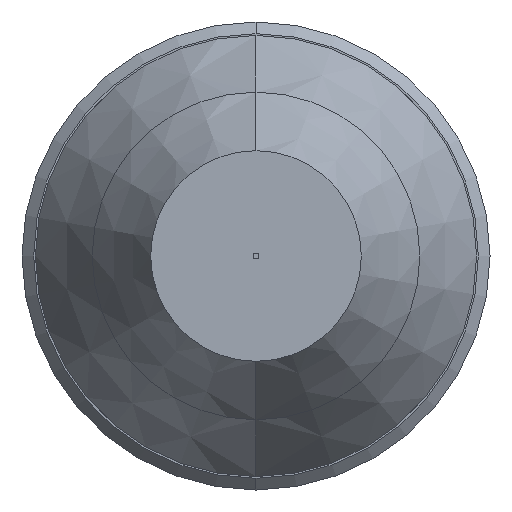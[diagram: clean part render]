
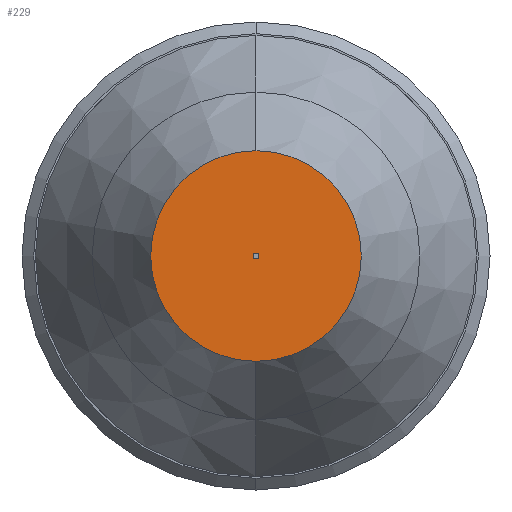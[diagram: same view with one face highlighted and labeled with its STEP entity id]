
A CAD part, left-side view. The second image highlights one B-rep face of the part: STEP entity #229.
In plain terms, the highlighted planar face has unit normal (-1, 0, 0).
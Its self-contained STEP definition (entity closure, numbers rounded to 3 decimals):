
#9 = CARTESIAN_POINT ( 'NONE',  ( -0.1, 0.25, 0. ) ) ;
#44 = FACE_BOUND ( 'NONE', #861, .T. ) ;
#59 = ORIENTED_EDGE ( 'NONE', *, *, #97, .T. ) ;
#97 = EDGE_CURVE ( 'NONE', #953, #1042, #939, .T. ) ;
#106 = ORIENTED_EDGE ( 'NONE', *, *, #1023, .T. ) ;
#129 = DIRECTION ( 'NONE',  ( 0., 0., 1. ) ) ;
#149 = DIRECTION ( 'NONE',  ( -1., 0., 0. ) ) ;
#214 = DIRECTION ( 'NONE',  ( 0., 0., 1. ) ) ;
#229 = ADVANCED_FACE ( 'NONE', ( #44, #950 ), #827, .F. ) ;
#262 = DIRECTION ( 'NONE',  ( -1., 0., 0. ) ) ;
#446 = AXIS2_PLACEMENT_3D ( 'NONE', #754, #872, #214 ) ;
#458 = CARTESIAN_POINT ( 'NONE',  ( -0.1, 0., 0.25 ) ) ;
#506 = EDGE_CURVE ( 'NONE', #658, #1410, #755, .T. ) ;
#576 = DIRECTION ( 'NONE',  ( 0., 0., -1. ) ) ;
#617 = AXIS2_PLACEMENT_3D ( 'NONE', #9, #1483, #576 ) ;
#634 = DIRECTION ( 'NONE',  ( -1., 0., 0. ) ) ;
#658 = VERTEX_POINT ( 'NONE', #458 ) ;
#693 = CIRCLE ( 'NONE', #1615, 0.25 ) ;
#754 = CARTESIAN_POINT ( 'NONE',  ( -0.1, 0., 0. ) ) ;
#755 = CIRCLE ( 'NONE', #446, 0.25 ) ;
#769 = DIRECTION ( 'NONE',  ( 0., 0., 1. ) ) ;
#790 = DIRECTION ( 'NONE',  ( 0., 0., 1. ) ) ;
#792 = CARTESIAN_POINT ( 'NONE',  ( -0.1, 0., 9. ) ) ;
#827 = PLANE ( 'NONE',  #617 ) ;
#861 = EDGE_LOOP ( 'NONE', ( #1463, #1675 ) ) ;
#872 = DIRECTION ( 'NONE',  ( -1., 0., 0. ) ) ;
#922 = CARTESIAN_POINT ( 'NONE',  ( -0.1, 0., 0. ) ) ;
#939 = CIRCLE ( 'NONE', #1617, 9. ) ;
#950 = FACE_OUTER_BOUND ( 'NONE', #1173, .T. ) ;
#953 = VERTEX_POINT ( 'NONE', #1061 ) ;
#964 = AXIS2_PLACEMENT_3D ( 'NONE', #1436, #149, #129 ) ;
#1023 = EDGE_CURVE ( 'NONE', #1042, #953, #1048, .T. ) ;
#1042 = VERTEX_POINT ( 'NONE', #792 ) ;
#1048 = CIRCLE ( 'NONE', #964, 9. ) ;
#1061 = CARTESIAN_POINT ( 'NONE',  ( -0.1, 0., -9. ) ) ;
#1173 = EDGE_LOOP ( 'NONE', ( #59, #106 ) ) ;
#1284 = CARTESIAN_POINT ( 'NONE',  ( -0.1, 0., 0. ) ) ;
#1310 = CARTESIAN_POINT ( 'NONE',  ( -0.1, 0., -0.25 ) ) ;
#1410 = VERTEX_POINT ( 'NONE', #1310 ) ;
#1436 = CARTESIAN_POINT ( 'NONE',  ( -0.1, 0., 0. ) ) ;
#1463 = ORIENTED_EDGE ( 'NONE', *, *, #506, .F. ) ;
#1483 = DIRECTION ( 'NONE',  ( 1., 0., 0. ) ) ;
#1553 = EDGE_CURVE ( 'NONE', #1410, #658, #693, .T. ) ;
#1615 = AXIS2_PLACEMENT_3D ( 'NONE', #922, #262, #790 ) ;
#1617 = AXIS2_PLACEMENT_3D ( 'NONE', #1284, #634, #769 ) ;
#1675 = ORIENTED_EDGE ( 'NONE', *, *, #1553, .F. ) ;
